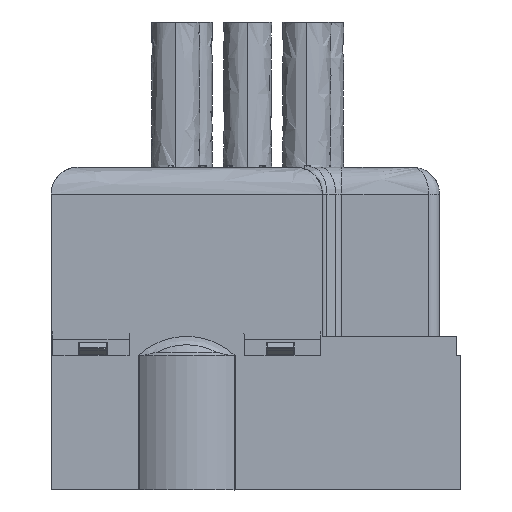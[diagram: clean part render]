
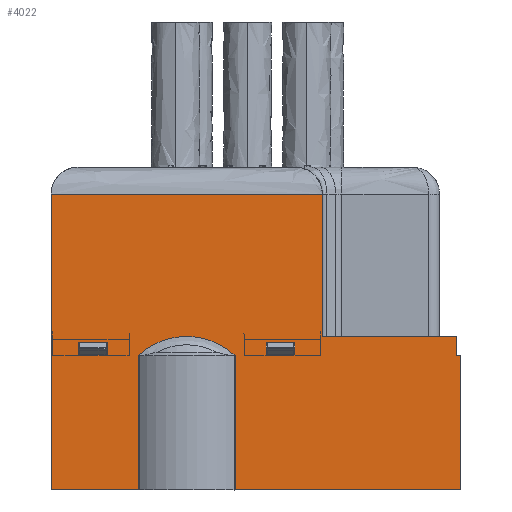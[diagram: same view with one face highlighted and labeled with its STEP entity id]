
A CAD part, left-side view. The second image highlights one B-rep face of the part: STEP entity #4022.
In plain terms, the highlighted free-form (B-spline) face has degree [1, 1] with [2, 2] control points.
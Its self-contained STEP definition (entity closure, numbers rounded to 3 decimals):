
#108=B_SPLINE_SURFACE_WITH_KNOTS('',1,1,((#6235,#6236),(#6237,#6238)),
 .PLANE_SURF.,.F.,.F.,.F.,(2,2),(2,2),(0.,1.),(0.,1.),.UNSPECIFIED.);
#388=LINE('',#6239,#775);
#389=LINE('',#6242,#776);
#390=LINE('',#6244,#777);
#391=LINE('',#6246,#778);
#392=LINE('',#6247,#779);
#393=LINE('',#6250,#780);
#394=LINE('',#6252,#781);
#395=LINE('',#6254,#782);
#396=LINE('',#6255,#783);
#397=LINE('',#6258,#784);
#398=LINE('',#6260,#785);
#399=LINE('',#6262,#786);
#400=LINE('',#6264,#787);
#401=LINE('',#6266,#788);
#402=LINE('',#6268,#789);
#403=LINE('',#6274,#790);
#404=LINE('',#6276,#791);
#405=LINE('',#6278,#792);
#406=LINE('',#6280,#793);
#407=LINE('',#6282,#794);
#408=LINE('',#6284,#795);
#409=LINE('',#6286,#796);
#775=VECTOR('',#4832,1000.);
#776=VECTOR('',#4833,1000.);
#777=VECTOR('',#4834,1000.);
#778=VECTOR('',#4835,1000.);
#779=VECTOR('',#4836,1000.);
#780=VECTOR('',#4837,1000.);
#781=VECTOR('',#4838,1000.);
#782=VECTOR('',#4839,1000.);
#783=VECTOR('',#4840,1000.);
#784=VECTOR('',#4841,1000.);
#785=VECTOR('',#4842,1000.);
#786=VECTOR('',#4843,1000.);
#787=VECTOR('',#4844,1000.);
#788=VECTOR('',#4845,1000.);
#789=VECTOR('',#4846,1000.);
#790=VECTOR('',#4851,1000.);
#791=VECTOR('',#4852,1000.);
#792=VECTOR('',#4853,1000.);
#793=VECTOR('',#4854,1000.);
#794=VECTOR('',#4855,1000.);
#795=VECTOR('',#4856,1000.);
#796=VECTOR('',#4857,1000.);
#1669=ORIENTED_EDGE('',*,*,#2573,.F.);
#1670=ORIENTED_EDGE('',*,*,#2574,.T.);
#1671=ORIENTED_EDGE('',*,*,#2575,.F.);
#1672=ORIENTED_EDGE('',*,*,#2576,.F.);
#1673=ORIENTED_EDGE('',*,*,#2577,.T.);
#1674=ORIENTED_EDGE('',*,*,#2578,.T.);
#1675=ORIENTED_EDGE('',*,*,#2579,.T.);
#1676=ORIENTED_EDGE('',*,*,#2580,.F.);
#1677=ORIENTED_EDGE('',*,*,#2581,.F.);
#1678=ORIENTED_EDGE('',*,*,#2582,.T.);
#1679=ORIENTED_EDGE('',*,*,#2583,.T.);
#1680=ORIENTED_EDGE('',*,*,#2584,.F.);
#1681=ORIENTED_EDGE('',*,*,#2585,.F.);
#1682=ORIENTED_EDGE('',*,*,#2586,.T.);
#1683=ORIENTED_EDGE('',*,*,#2587,.T.);
#1684=ORIENTED_EDGE('',*,*,#2588,.T.);
#1685=ORIENTED_EDGE('',*,*,#2589,.T.);
#1686=ORIENTED_EDGE('',*,*,#2590,.F.);
#1687=ORIENTED_EDGE('',*,*,#2591,.F.);
#1688=ORIENTED_EDGE('',*,*,#2592,.T.);
#1689=ORIENTED_EDGE('',*,*,#2593,.T.);
#1690=ORIENTED_EDGE('',*,*,#2594,.T.);
#1691=ORIENTED_EDGE('',*,*,#2595,.T.);
#1692=ORIENTED_EDGE('',*,*,#2596,.T.);
#2573=EDGE_CURVE('',#3073,#3074,#388,.T.);
#2574=EDGE_CURVE('',#3073,#3075,#389,.T.);
#2575=EDGE_CURVE('',#3076,#3075,#390,.T.);
#2576=EDGE_CURVE('',#3074,#3076,#391,.F.);
#2577=EDGE_CURVE('',#3077,#3078,#392,.T.);
#2578=EDGE_CURVE('',#3078,#3079,#393,.F.);
#2579=EDGE_CURVE('',#3079,#3080,#394,.T.);
#2580=EDGE_CURVE('',#3077,#3080,#395,.T.);
#2581=EDGE_CURVE('',#3081,#3082,#396,.T.);
#2582=EDGE_CURVE('',#3081,#3083,#397,.T.);
#2583=EDGE_CURVE('',#3083,#3084,#398,.T.);
#2584=EDGE_CURVE('',#3085,#3084,#399,.T.);
#2585=EDGE_CURVE('',#3086,#3085,#400,.T.);
#2586=EDGE_CURVE('',#3086,#3087,#401,.T.);
#2587=EDGE_CURVE('',#3087,#3088,#402,.T.);
#2588=EDGE_CURVE('',#3088,#3089,#3360,.T.);
#2589=EDGE_CURVE('',#3089,#3090,#3361,.T.);
#2590=EDGE_CURVE('',#3091,#3090,#403,.T.);
#2591=EDGE_CURVE('',#3092,#3091,#404,.T.);
#2592=EDGE_CURVE('',#3092,#3093,#405,.T.);
#2593=EDGE_CURVE('',#3093,#3094,#406,.T.);
#2594=EDGE_CURVE('',#3094,#3095,#407,.T.);
#2595=EDGE_CURVE('',#3095,#3096,#408,.T.);
#2596=EDGE_CURVE('',#3096,#3082,#409,.T.);
#3073=VERTEX_POINT('',#6240);
#3074=VERTEX_POINT('',#6241);
#3075=VERTEX_POINT('',#6243);
#3076=VERTEX_POINT('',#6245);
#3077=VERTEX_POINT('',#6248);
#3078=VERTEX_POINT('',#6249);
#3079=VERTEX_POINT('',#6251);
#3080=VERTEX_POINT('',#6253);
#3081=VERTEX_POINT('',#6256);
#3082=VERTEX_POINT('',#6257);
#3083=VERTEX_POINT('',#6259);
#3084=VERTEX_POINT('',#6261);
#3085=VERTEX_POINT('',#6263);
#3086=VERTEX_POINT('',#6265);
#3087=VERTEX_POINT('',#6267);
#3088=VERTEX_POINT('',#6269);
#3089=VERTEX_POINT('',#6271);
#3090=VERTEX_POINT('',#6273);
#3091=VERTEX_POINT('',#6275);
#3092=VERTEX_POINT('',#6277);
#3093=VERTEX_POINT('',#6279);
#3094=VERTEX_POINT('',#6281);
#3095=VERTEX_POINT('',#6283);
#3096=VERTEX_POINT('',#6285);
#3360=CIRCLE('',#4279,13.164);
#3361=CIRCLE('',#4280,13.164);
#3529=EDGE_LOOP('',(#1669,#1670,#1671,#1672));
#3530=EDGE_LOOP('',(#1673,#1674,#1675,#1676));
#3531=EDGE_LOOP('',(#1677,#1678,#1679,#1680,#1681,#1682,#1683,#1684,#1685,
#1686,#1687,#1688,#1689,#1690,#1691,#1692));
#3759=FACE_BOUND('',#3529,.T.);
#3760=FACE_BOUND('',#3530,.T.);
#3761=FACE_BOUND('',#3531,.T.);
#4022=ADVANCED_FACE('',(#3759,#3760,#3761),#108,.T.);
#4279=AXIS2_PLACEMENT_3D('',#6270,#4847,#4848);
#4280=AXIS2_PLACEMENT_3D('',#6272,#4849,#4850);
#4832=DIRECTION('',(0.,0.,-1.));
#4833=DIRECTION('',(0.,-1.,0.));
#4834=DIRECTION('',(0.,0.,1.));
#4835=DIRECTION('',(0.,1.,0.));
#4836=DIRECTION('',(0.,0.,-1.));
#4837=DIRECTION('',(0.,-1.,0.));
#4838=DIRECTION('',(0.,0.,1.));
#4839=DIRECTION('',(0.,1.,0.));
#4840=DIRECTION('',(0.,0.,-1.));
#4841=DIRECTION('',(0.,1.,0.));
#4842=DIRECTION('',(0.,0.,-1.));
#4843=DIRECTION('',(0.,0.,1.));
#4844=DIRECTION('',(0.,0.,1.));
#4845=DIRECTION('',(0.,-1.,0.));
#4846=DIRECTION('',(0.,0.,1.));
#4847=DIRECTION('',(1.,0.,0.));
#4848=DIRECTION('',(0.,0.,1.));
#4849=DIRECTION('',(1.,0.,0.));
#4850=DIRECTION('',(0.,0.,1.));
#4851=DIRECTION('',(0.,0.,1.));
#4852=DIRECTION('',(0.,1.,0.));
#4853=DIRECTION('',(0.,0.,1.));
#4854=DIRECTION('',(0.,1.,0.));
#4855=DIRECTION('',(0.,0.,1.));
#4856=DIRECTION('',(0.,1.,0.));
#4857=DIRECTION('',(0.,0.,1.));
#6235=CARTESIAN_POINT('',(56.,-349.765,-67.75));
#6236=CARTESIAN_POINT('',(56.,-349.765,-7.25));
#6237=CARTESIAN_POINT('',(56.,-433.56,-67.75));
#6238=CARTESIAN_POINT('',(56.,-433.56,-7.25));
#6239=CARTESIAN_POINT('',(56.,-393.574,-36.175));
#6240=CARTESIAN_POINT('',(56.,-393.574,-37.552));
#6241=CARTESIAN_POINT('',(56.,-393.574,-39.879));
#6242=CARTESIAN_POINT('',(56.,-400.099,-37.552));
#6243=CARTESIAN_POINT('',(56.,-398.874,-37.552));
#6244=CARTESIAN_POINT('',(56.,-398.874,-36.175));
#6245=CARTESIAN_POINT('',(56.,-398.874,-39.879));
#6246=CARTESIAN_POINT('',(56.,-403.974,-39.879));
#6247=CARTESIAN_POINT('',(56.,-363.974,-36.175));
#6248=CARTESIAN_POINT('',(56.,-363.974,-37.552));
#6249=CARTESIAN_POINT('',(56.,-363.974,-39.879));
#6250=CARTESIAN_POINT('',(56.,-353.574,-39.879));
#6251=CARTESIAN_POINT('',(56.,-358.674,-39.879));
#6252=CARTESIAN_POINT('',(56.,-358.674,-36.175));
#6253=CARTESIAN_POINT('',(56.,-358.674,-37.552));
#6254=CARTESIAN_POINT('',(56.,-357.449,-37.552));
#6255=CARTESIAN_POINT('',(56.,-403.974,1129.497));
#6256=CARTESIAN_POINT('',(56.,-403.974,-10.));
#6257=CARTESIAN_POINT('',(56.,-403.974,-34.));
#6258=CARTESIAN_POINT('',(56.,-353.574,-10.));
#6259=CARTESIAN_POINT('',(56.,-353.574,-10.));
#6260=CARTESIAN_POINT('',(56.,-353.574,1129.497));
#6261=CARTESIAN_POINT('',(56.,-353.574,-34.));
#6262=CARTESIAN_POINT('',(56.,-353.574,-34.));
#6263=CARTESIAN_POINT('',(56.,-353.574,-40.));
#6264=CARTESIAN_POINT('',(56.,-353.574,-65.));
#6265=CARTESIAN_POINT('',(56.,-353.574,-65.));
#6266=CARTESIAN_POINT('',(56.,-296.787,-65.));
#6267=CARTESIAN_POINT('',(56.,-369.775,-65.));
#6268=CARTESIAN_POINT('',(56.,-369.775,-65.));
#6269=CARTESIAN_POINT('',(56.,-369.775,-40.));
#6270=CARTESIAN_POINT('',(56.,-378.774,-49.608));
#6271=CARTESIAN_POINT('',(56.,-378.774,-36.444));
#6272=CARTESIAN_POINT('',(56.,-378.774,-49.608));
#6273=CARTESIAN_POINT('',(56.,-387.772,-40.));
#6274=CARTESIAN_POINT('',(56.,-387.772,-65.));
#6275=CARTESIAN_POINT('',(56.,-387.772,-65.));
#6276=CARTESIAN_POINT('',(56.,-391.662,-65.));
#6277=CARTESIAN_POINT('',(56.,-429.751,-65.));
#6278=CARTESIAN_POINT('',(56.,-429.751,-65.));
#6279=CARTESIAN_POINT('',(56.,-429.751,-40.));
#6280=CARTESIAN_POINT('',(56.,-391.662,-40.));
#6281=CARTESIAN_POINT('',(56.,-428.974,-40.));
#6282=CARTESIAN_POINT('',(56.,-428.974,-34.));
#6283=CARTESIAN_POINT('',(56.,-428.974,-36.4));
#6284=CARTESIAN_POINT('',(56.,-428.974,-36.4));
#6285=CARTESIAN_POINT('',(56.,-403.974,-36.4));
#6286=CARTESIAN_POINT('',(56.,-403.974,-35.2));
